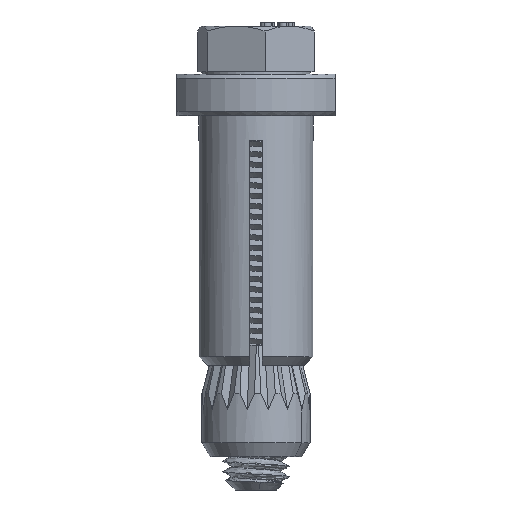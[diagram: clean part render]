
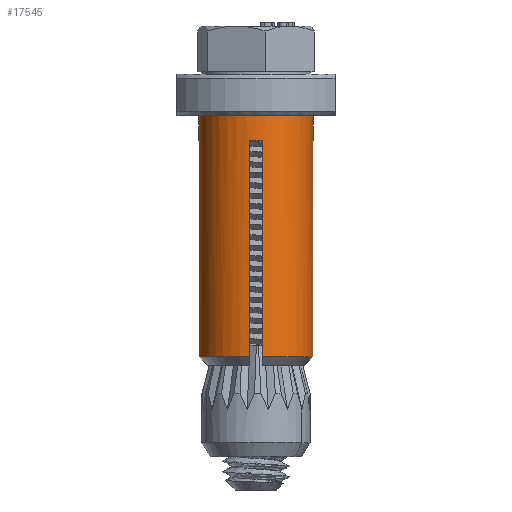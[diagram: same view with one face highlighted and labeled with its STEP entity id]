
A CAD part, front view. The second image highlights one B-rep face of the part: STEP entity #17545.
In plain terms, the highlighted cylindrical face has radius 6.875 mm (diameter 13.75 mm), a partial arc.
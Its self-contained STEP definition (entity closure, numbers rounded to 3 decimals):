
#7283 = DIRECTION ( 'NONE',  ( 1., 0., 0. ) ) ;
#7284 = DIRECTION ( 'NONE',  ( 0., 0., 1. ) ) ;
#7285 = CARTESIAN_POINT ( 'NONE',  ( 0., 0., -5. ) ) ;
#7286 = AXIS2_PLACEMENT_3D ( 'NONE', #7285, #7284, #7283 ) ;
#7287 = CIRCLE ( 'NONE', #7286, 6.875 ) ;
#7293 = CARTESIAN_POINT ( 'NONE',  ( 6.834, -0.75, -34. ) ) ;
#7294 = DIRECTION ( 'NONE',  ( 1., 0., 0. ) ) ;
#7295 = DIRECTION ( 'NONE',  ( 0., 0., 1. ) ) ;
#7296 = CARTESIAN_POINT ( 'NONE',  ( 0., 0., -34. ) ) ;
#7297 = AXIS2_PLACEMENT_3D ( 'NONE', #7296, #7295, #7294 ) ;
#7298 = CIRCLE ( 'NONE', #7297, 6.875 ) ;
#7299 = CARTESIAN_POINT ( 'NONE',  ( 0.75, -6.834, -34. ) ) ;
#7300 = DIRECTION ( 'NONE',  ( 0., 0., -1. ) ) ;
#7301 = VECTOR ( 'NONE', #7300, 1000. ) ;
#7302 = CARTESIAN_POINT ( 'NONE',  ( 0.75, -6.834, 0. ) ) ;
#7303 = LINE ( 'NONE', #7302, #7301 ) ;
#7323 = CARTESIAN_POINT ( 'NONE',  ( -6.834, -0.75, -34. ) ) ;
#7324 = DIRECTION ( 'NONE',  ( 0., 0., -1. ) ) ;
#7325 = VECTOR ( 'NONE', #7324, 1000. ) ;
#7326 = CARTESIAN_POINT ( 'NONE',  ( -6.834, -0.75, 0. ) ) ;
#7327 = LINE ( 'NONE', #7326, #7325 ) ;
#7328 = CARTESIAN_POINT ( 'NONE',  ( -6.834, -0.75, -8. ) ) ;
#7329 = DIRECTION ( 'NONE',  ( 1., 0., 0. ) ) ;
#7330 = DIRECTION ( 'NONE',  ( 0., 0., 1. ) ) ;
#7331 = CARTESIAN_POINT ( 'NONE',  ( 0., 0., -8. ) ) ;
#7332 = AXIS2_PLACEMENT_3D ( 'NONE', #7331, #7330, #7329 ) ;
#7333 = DIRECTION ( 'NONE',  ( 1., 0., 0. ) ) ;
#7334 = DIRECTION ( 'NONE',  ( 0., 0., 1. ) ) ;
#7335 = CARTESIAN_POINT ( 'NONE',  ( 0., 0., 0. ) ) ;
#7336 = AXIS2_PLACEMENT_3D ( 'NONE', #7335, #7334, #7333 ) ;
#7337 = CIRCLE ( 'NONE', #7332, 6.875 ) ;
#7338 = CYLINDRICAL_SURFACE ( 'NONE', #7336, 6.875 ) ;
#7339 = FACE_OUTER_BOUND ( 'NONE', #17546, .T. ) ;
#7373 = CARTESIAN_POINT ( 'NONE',  ( 6.834, -0.75, -8. ) ) ;
#7374 = DIRECTION ( 'NONE',  ( 0., 0., 1. ) ) ;
#7375 = VECTOR ( 'NONE', #7374, 1000. ) ;
#7376 = CARTESIAN_POINT ( 'NONE',  ( 6.834, -0.75, 0. ) ) ;
#7377 = LINE ( 'NONE', #7376, #7375 ) ;
#7406 = DIRECTION ( 'NONE',  ( 1., 0., 0. ) ) ;
#7407 = DIRECTION ( 'NONE',  ( 0., 0., 1. ) ) ;
#7408 = CARTESIAN_POINT ( 'NONE',  ( 0., 0., -8. ) ) ;
#7409 = AXIS2_PLACEMENT_3D ( 'NONE', #7408, #7407, #7406 ) ;
#7410 = CIRCLE ( 'NONE', #7409, 6.875 ) ;
#7411 = CARTESIAN_POINT ( 'NONE',  ( 0.75, -6.834, -8. ) ) ;
#7412 = CARTESIAN_POINT ( 'NONE',  ( -0.75, -6.834, -8. ) ) ;
#7413 = DIRECTION ( 'NONE',  ( 0., 0., 1. ) ) ;
#7414 = VECTOR ( 'NONE', #7413, 1000. ) ;
#7415 = CARTESIAN_POINT ( 'NONE',  ( -0.75, -6.834, 0. ) ) ;
#7416 = LINE ( 'NONE', #7415, #7414 ) ;
#7417 = CARTESIAN_POINT ( 'NONE',  ( -0.75, -6.834, -34. ) ) ;
#7418 = DIRECTION ( 'NONE',  ( 1., 0., 0. ) ) ;
#7419 = DIRECTION ( 'NONE',  ( 0., 0., 1. ) ) ;
#7420 = CARTESIAN_POINT ( 'NONE',  ( 0., 0., -34. ) ) ;
#7421 = AXIS2_PLACEMENT_3D ( 'NONE', #7420, #7419, #7418 ) ;
#7422 = CIRCLE ( 'NONE', #7421, 6.875 ) ;
#7435 = DIRECTION ( 'NONE',  ( 1., 0., 0. ) ) ;
#7436 = DIRECTION ( 'NONE',  ( 0., 0., 1. ) ) ;
#7437 = CARTESIAN_POINT ( 'NONE',  ( 0., 0., -8. ) ) ;
#7438 = AXIS2_PLACEMENT_3D ( 'NONE', #7437, #7436, #7435 ) ;
#7439 = CIRCLE ( 'NONE', #7438, 6.875 ) ;
#7514 = DIRECTION ( 'NONE',  ( 0., 0., 1. ) ) ;
#7515 = VECTOR ( 'NONE', #7514, 1000. ) ;
#7516 = CARTESIAN_POINT ( 'NONE',  ( -6.875, 0., 0. ) ) ;
#7517 = LINE ( 'NONE', #7516, #7515 ) ;
#7562 = CARTESIAN_POINT ( 'NONE',  ( 6.875, 0., -8. ) ) ;
#7563 = DIRECTION ( 'NONE',  ( 0., 0., 1. ) ) ;
#7564 = VECTOR ( 'NONE', #7563, 1000. ) ;
#7565 = CARTESIAN_POINT ( 'NONE',  ( 6.875, 0., 0. ) ) ;
#7566 = LINE ( 'NONE', #7565, #7564 ) ;
#7567 = CARTESIAN_POINT ( 'NONE',  ( 6.875, 0., -5. ) ) ;
#7705 = CARTESIAN_POINT ( 'NONE',  ( -6.875, 0., -5. ) ) ;
#7706 = CARTESIAN_POINT ( 'NONE',  ( -6.875, 0., -8. ) ) ;
#17535 = EDGE_CURVE ( 'NONE', #17616, #17536, #7303, .T. ) ;
#17536 = VERTEX_POINT ( 'NONE', #7299 ) ;
#17537 = ORIENTED_EDGE ( 'NONE', *, *, #17538, .T. ) ;
#17538 = EDGE_CURVE ( 'NONE', #17536, #17539, #7298, .T. ) ;
#17539 = VERTEX_POINT ( 'NONE', #7293 ) ;
#17544 = EDGE_CURVE ( 'NONE', #17748, #17656, #7287, .T. ) ;
#17545 = ADVANCED_FACE ( 'NONE', ( #7339 ), #7338, .T. ) ;
#17546 = EDGE_LOOP ( 'NONE', ( #17547, #17548, #17551, #17608, #17611, #17614, #17617, #17537, #17594, #17597, #17599, #17600 ) ) ;
#17547 = ORIENTED_EDGE ( 'NONE', *, *, #17653, .F. ) ;
#17548 = ORIENTED_EDGE ( 'NONE', *, *, #17549, .T. ) ;
#17549 = EDGE_CURVE ( 'NONE', #17747, #17550, #7337, .T. ) ;
#17550 = VERTEX_POINT ( 'NONE', #7328 ) ;
#17551 = ORIENTED_EDGE ( 'NONE', *, *, #17552, .T. ) ;
#17552 = EDGE_CURVE ( 'NONE', #17550, #17553, #7327, .T. ) ;
#17553 = VERTEX_POINT ( 'NONE', #7323 ) ;
#17594 = ORIENTED_EDGE ( 'NONE', *, *, #17595, .T. ) ;
#17595 = EDGE_CURVE ( 'NONE', #17539, #17596, #7377, .T. ) ;
#17596 = VERTEX_POINT ( 'NONE', #7373 ) ;
#17597 = ORIENTED_EDGE ( 'NONE', *, *, #17598, .T. ) ;
#17598 = EDGE_CURVE ( 'NONE', #17596, #17659, #7439, .T. ) ;
#17599 = ORIENTED_EDGE ( 'NONE', *, *, #17658, .T. ) ;
#17600 = ORIENTED_EDGE ( 'NONE', *, *, #17544, .F. ) ;
#17608 = ORIENTED_EDGE ( 'NONE', *, *, #17609, .T. ) ;
#17609 = EDGE_CURVE ( 'NONE', #17553, #17610, #7422, .T. ) ;
#17610 = VERTEX_POINT ( 'NONE', #7417 ) ;
#17611 = ORIENTED_EDGE ( 'NONE', *, *, #17612, .T. ) ;
#17612 = EDGE_CURVE ( 'NONE', #17610, #17613, #7416, .T. ) ;
#17613 = VERTEX_POINT ( 'NONE', #7412 ) ;
#17614 = ORIENTED_EDGE ( 'NONE', *, *, #17615, .T. ) ;
#17615 = EDGE_CURVE ( 'NONE', #17613, #17616, #7410, .T. ) ;
#17616 = VERTEX_POINT ( 'NONE', #7411 ) ;
#17617 = ORIENTED_EDGE ( 'NONE', *, *, #17535, .T. ) ;
#17653 = EDGE_CURVE ( 'NONE', #17747, #17748, #7517, .T. ) ;
#17656 = VERTEX_POINT ( 'NONE', #7567 ) ;
#17658 = EDGE_CURVE ( 'NONE', #17659, #17656, #7566, .T. ) ;
#17659 = VERTEX_POINT ( 'NONE', #7562 ) ;
#17747 = VERTEX_POINT ( 'NONE', #7706 ) ;
#17748 = VERTEX_POINT ( 'NONE', #7705 ) ;
